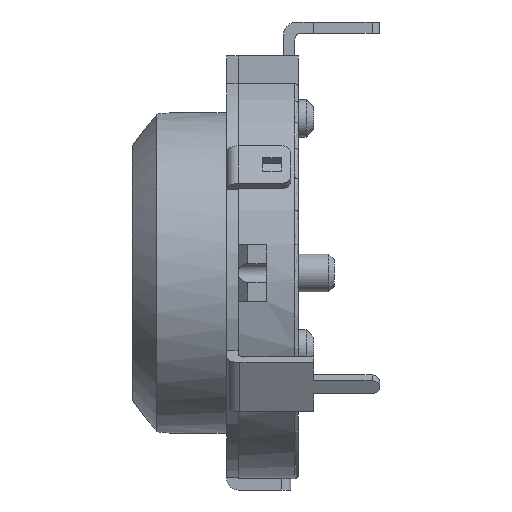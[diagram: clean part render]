
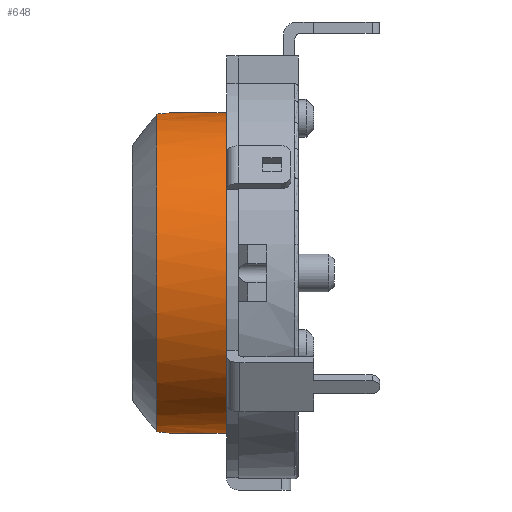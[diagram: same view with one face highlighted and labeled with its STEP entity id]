
A CAD part, left-side view. The second image highlights one B-rep face of the part: STEP entity #648.
In plain terms, the highlighted cylindrical face has radius 8.5 mm (diameter 17 mm), a partial arc.
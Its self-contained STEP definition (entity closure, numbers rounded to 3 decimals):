
#313 = CARTESIAN_POINT ( 'NONE',  ( -0.5, 6.8, -8.485 ) ) ;
#314 = VECTOR ( 'NONE', #6328, 1000. ) ;
#379 = AXIS2_PLACEMENT_3D ( 'NONE', #5645, #2113, #596 ) ;
#596 = DIRECTION ( 'NONE',  ( 0., 0., 1. ) ) ;
#615 = EDGE_LOOP ( 'NONE', ( #3981, #4301, #3451, #5855, #5111, #1528, #5096, #7242, #8171, #4646 ) ) ;
#640 = CARTESIAN_POINT ( 'NONE',  ( -0.968, 7.268, 8.448 ) ) ;
#648 = ADVANCED_FACE ( 'NONE', ( #6536 ), #3901, .T. ) ;
#1052 = LINE ( 'NONE', #5467, #8534 ) ;
#1069 = VERTEX_POINT ( 'NONE', #3124 ) ;
#1120 = AXIS2_PLACEMENT_3D ( 'NONE', #5135, #5686, #5785 ) ;
#1167 = VERTEX_POINT ( 'NONE', #3401 ) ;
#1246 = CARTESIAN_POINT ( 'NONE',  ( 0., 1.2, 8.5 ) ) ;
#1388 = AXIS2_PLACEMENT_3D ( 'NONE', #4824, #2537, #7024 ) ;
#1442 = CARTESIAN_POINT ( 'NONE',  ( -0.734, 7.034, 8.471 ) ) ;
#1528 = ORIENTED_EDGE ( 'NONE', *, *, #4016, .F. ) ;
#1623 = DIRECTION ( 'NONE',  ( 0., 0., 1. ) ) ;
#1634 = DIRECTION ( 'NONE',  ( 0., -1., 0. ) ) ;
#1659 = CARTESIAN_POINT ( 'NONE',  ( 0., 7.5, 0. ) ) ;
#1967 = CARTESIAN_POINT ( 'NONE',  ( -0.5, 6.8, 8.485 ) ) ;
#2113 = DIRECTION ( 'NONE',  ( 0., -1., 0. ) ) ;
#2466 = CIRCLE ( 'NONE', #379, 8.5 ) ;
#2537 = DIRECTION ( 'NONE',  ( 0., 1., 0. ) ) ;
#2584 = LINE ( 'NONE', #6922, #4312 ) ;
#2677 = AXIS2_PLACEMENT_3D ( 'NONE', #1659, #1634, #1623 ) ;
#2682 = CARTESIAN_POINT ( 'NONE',  ( -0.734, 7.034, -8.471 ) ) ;
#2686 = VERTEX_POINT ( 'NONE', #1967 ) ;
#2693 = LINE ( 'NONE', #7541, #4437 ) ;
#2797 = VERTEX_POINT ( 'NONE', #3669 ) ;
#2932 =( BOUNDED_CURVE ( )  B_SPLINE_CURVE ( 3, ( #6159, #640, #1442, #4939 ),
 .UNSPECIFIED., .F., .F. ) 
 B_SPLINE_CURVE_WITH_KNOTS ( ( 4, 4 ),
 ( 1.429, 1.512 ),
 .UNSPECIFIED. ) 
 CURVE ( )  GEOMETRIC_REPRESENTATION_ITEM ( )  RATIONAL_B_SPLINE_CURVE ( ( 1., 0.999, 0.999, 1. ) ) 
 REPRESENTATION_ITEM ( '' )  );
#3004 = CARTESIAN_POINT ( 'NONE',  ( 0., 1.2, 0. ) ) ;
#3124 = CARTESIAN_POINT ( 'NONE',  ( 0., 4.8, 8.5 ) ) ;
#3401 = CARTESIAN_POINT ( 'NONE',  ( 0., 3.19, 8.5 ) ) ;
#3435 = VERTEX_POINT ( 'NONE', #4323 ) ;
#3451 = ORIENTED_EDGE ( 'NONE', *, *, #7081, .T. ) ;
#3500 = CIRCLE ( 'NONE', #1120, 8.5 ) ;
#3505 = CARTESIAN_POINT ( 'NONE',  ( -0.5, 6.8, -8.485 ) ) ;
#3641 = CIRCLE ( 'NONE', #2677, 8.5 ) ;
#3650 = EDGE_CURVE ( 'NONE', #6692, #7380, #3641, .T. ) ;
#3669 = CARTESIAN_POINT ( 'NONE',  ( -0.5, 4.8, 8.485 ) ) ;
#3901 = CYLINDRICAL_SURFACE ( 'NONE', #5061, 8.5 ) ;
#3904 = EDGE_CURVE ( 'NONE', #3435, #1167, #6377, .T. ) ;
#3931 = EDGE_CURVE ( 'NONE', #2797, #1069, #3500, .T. ) ;
#3980 = EDGE_CURVE ( 'NONE', #2686, #2797, #2584, .T. ) ;
#3981 = ORIENTED_EDGE ( 'NONE', *, *, #6014, .F. ) ;
#4016 = EDGE_CURVE ( 'NONE', #6692, #2686, #2932, .T. ) ;
#4035 = EDGE_CURVE ( 'NONE', #7380, #6157, #8768, .T. ) ;
#4047 = EDGE_CURVE ( 'NONE', #6157, #7201, #2693, .T. ) ;
#4062 = EDGE_CURVE ( 'NONE', #7201, #4938, #2466, .T. ) ;
#4301 = ORIENTED_EDGE ( 'NONE', *, *, #3904, .T. ) ;
#4312 = VECTOR ( 'NONE', #7076, 1000. ) ;
#4323 = CARTESIAN_POINT ( 'NONE',  ( 0., 3.19, -8.5 ) ) ;
#4437 = VECTOR ( 'NONE', #8448, 1000. ) ;
#4454 = CARTESIAN_POINT ( 'NONE',  ( -1.2, 7.5, -8.415 ) ) ;
#4583 = CARTESIAN_POINT ( 'NONE',  ( 0., 4.8, -8.5 ) ) ;
#4646 = ORIENTED_EDGE ( 'NONE', *, *, #4062, .T. ) ;
#4751 = DIRECTION ( 'NONE',  ( 0., 1., 0. ) ) ;
#4824 = CARTESIAN_POINT ( 'NONE',  ( 0., 3.19, 0. ) ) ;
#4938 = VERTEX_POINT ( 'NONE', #4583 ) ;
#4939 = CARTESIAN_POINT ( 'NONE',  ( -0.5, 6.8, 8.485 ) ) ;
#4992 = CARTESIAN_POINT ( 'NONE',  ( -0.5, 4.8, -8.485 ) ) ;
#5061 = AXIS2_PLACEMENT_3D ( 'NONE', #3004, #5403, #8652 ) ;
#5096 = ORIENTED_EDGE ( 'NONE', *, *, #3650, .T. ) ;
#5111 = ORIENTED_EDGE ( 'NONE', *, *, #3980, .F. ) ;
#5135 = CARTESIAN_POINT ( 'NONE',  ( 0., 4.8, 0. ) ) ;
#5403 = DIRECTION ( 'NONE',  ( 0., 1., 0. ) ) ;
#5467 = CARTESIAN_POINT ( 'NONE',  ( 0., 1.2, -8.5 ) ) ;
#5499 = CARTESIAN_POINT ( 'NONE',  ( -0.968, 7.268, -8.448 ) ) ;
#5645 = CARTESIAN_POINT ( 'NONE',  ( 0., 4.8, 0. ) ) ;
#5686 = DIRECTION ( 'NONE',  ( 0., 1., 0. ) ) ;
#5785 = DIRECTION ( 'NONE',  ( 0., 0., -1. ) ) ;
#5855 = ORIENTED_EDGE ( 'NONE', *, *, #3931, .F. ) ;
#5943 = LINE ( 'NONE', #1246, #314 ) ;
#6014 = EDGE_CURVE ( 'NONE', #3435, #4938, #1052, .T. ) ;
#6157 = VERTEX_POINT ( 'NONE', #3505 ) ;
#6159 = CARTESIAN_POINT ( 'NONE',  ( -1.2, 7.5, 8.415 ) ) ;
#6328 = DIRECTION ( 'NONE',  ( 0., 1., 0. ) ) ;
#6377 = CIRCLE ( 'NONE', #1388, 8.5 ) ;
#6508 = CARTESIAN_POINT ( 'NONE',  ( -1.2, 7.5, 8.415 ) ) ;
#6536 = FACE_OUTER_BOUND ( 'NONE', #615, .T. ) ;
#6692 = VERTEX_POINT ( 'NONE', #6508 ) ;
#6922 = CARTESIAN_POINT ( 'NONE',  ( -0.5, 1.2, 8.485 ) ) ;
#7024 = DIRECTION ( 'NONE',  ( 0., 0., 1. ) ) ;
#7076 = DIRECTION ( 'NONE',  ( 0., -1., 0. ) ) ;
#7081 = EDGE_CURVE ( 'NONE', #1167, #1069, #5943, .T. ) ;
#7201 = VERTEX_POINT ( 'NONE', #4992 ) ;
#7242 = ORIENTED_EDGE ( 'NONE', *, *, #4035, .T. ) ;
#7380 = VERTEX_POINT ( 'NONE', #4454 ) ;
#7541 = CARTESIAN_POINT ( 'NONE',  ( -0.5, 1.2, -8.485 ) ) ;
#8171 = ORIENTED_EDGE ( 'NONE', *, *, #4047, .T. ) ;
#8448 = DIRECTION ( 'NONE',  ( 0., -1., 0. ) ) ;
#8534 = VECTOR ( 'NONE', #4751, 1000. ) ;
#8652 = DIRECTION ( 'NONE',  ( 0., 0., 1. ) ) ;
#8768 =( BOUNDED_CURVE ( )  B_SPLINE_CURVE ( 3, ( #8883, #5499, #2682, #313 ),
 .UNSPECIFIED., .F., .F. ) 
 B_SPLINE_CURVE_WITH_KNOTS ( ( 4, 4 ),
 ( 1.429, 1.512 ),
 .UNSPECIFIED. ) 
 CURVE ( )  GEOMETRIC_REPRESENTATION_ITEM ( )  RATIONAL_B_SPLINE_CURVE ( ( 1., 0.999, 0.999, 1. ) ) 
 REPRESENTATION_ITEM ( '' )  );
#8883 = CARTESIAN_POINT ( 'NONE',  ( -1.2, 7.5, -8.415 ) ) ;
